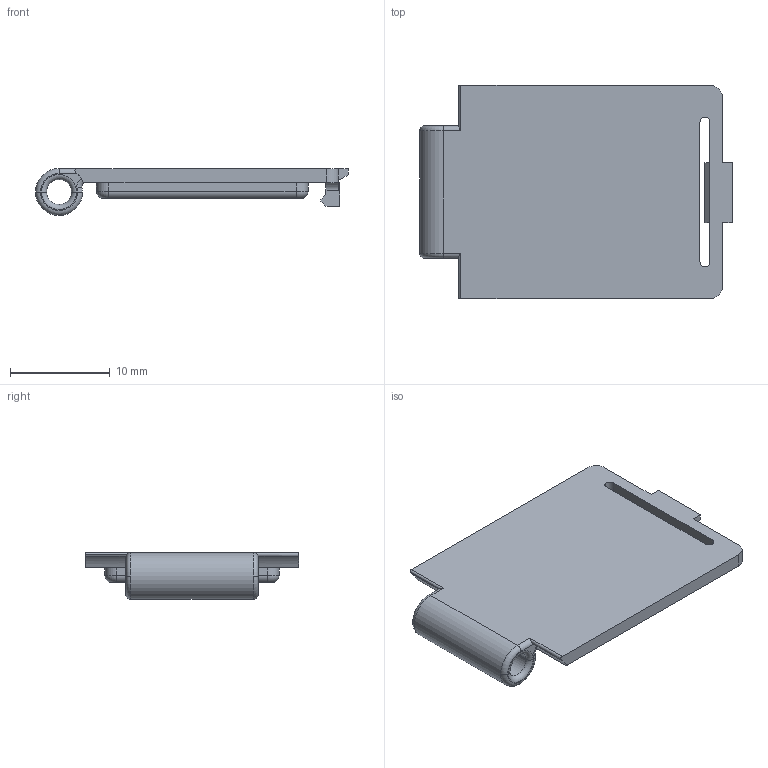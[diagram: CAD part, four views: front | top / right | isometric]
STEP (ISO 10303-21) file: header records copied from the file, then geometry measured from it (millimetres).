
FILE_DESCRIPTION (( 'STEP AP214' ), '1' );
FILE_NAME ('錨璃3.STEP', '2024-11-18T14:08:32', ( '' ), ( '' ), 'SwSTEP 2.0', 'SolidWorks 2024', '' );
FILE_SCHEMA (( 'AUTOMOTIVE_DESIGN' ));
Length unit declared in the file: millimetre
Products named in the file (1): 零件3
Bounding box: 31.35 x 21.35 x 4.7 mm (x, y, z)
Volume: 1082.5 mm3; surface area: 1793.3 mm2
Topology: 1 solids, 1 shells, 78 faces, 204 edges, 129 vertices
Faces by surface type: plane 32, cylinder 29, torus 17
Entity records: 2456 total; most frequent: CARTESIAN_POINT 443, DIRECTION 443, ORIENTED_EDGE 408, EDGE_CURVE 204, AXIS2_PLACEMENT_3D 167, VERTEX_POINT 129, VECTOR 109, LINE 109
